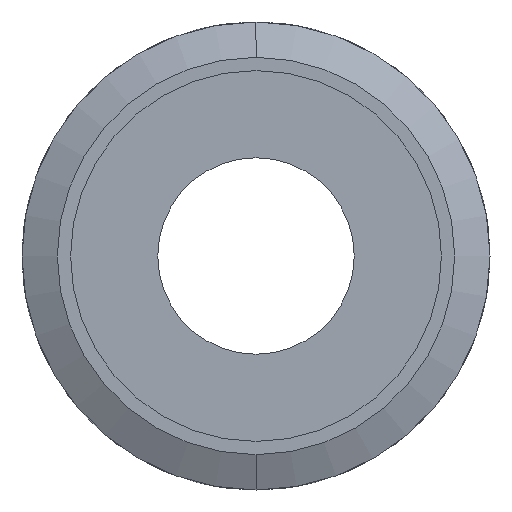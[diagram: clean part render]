
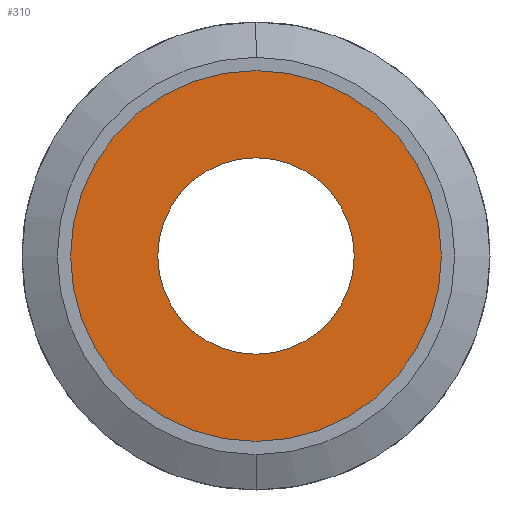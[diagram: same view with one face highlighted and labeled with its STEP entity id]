
A CAD part, front view. The second image highlights one B-rep face of the part: STEP entity #310.
In plain terms, the highlighted planar face has unit normal (0, -1, 0).
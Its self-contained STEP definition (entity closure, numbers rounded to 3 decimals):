
#310=ADVANCED_FACE('',(#691,#692),#693,.T.);
#691=FACE_OUTER_BOUND('',#1148,.T.);
#692=FACE_BOUND('',#1149,.T.);
#693=PLANE('',#1150);
#1148=EDGE_LOOP('',(#1955,#1956));
#1149=EDGE_LOOP('',(#1957,#1958));
#1150=AXIS2_PLACEMENT_3D('',#1959,#1960,#1961);
#1955=ORIENTED_EDGE('',*,*,#2735,.F.);
#1956=ORIENTED_EDGE('',*,*,#2942,.F.);
#1957=ORIENTED_EDGE('',*,*,#2732,.T.);
#1958=ORIENTED_EDGE('',*,*,#2944,.T.);
#1959=CARTESIAN_POINT('',(0.0,0.,22.575));
#1960=DIRECTION('',(0.0,-1.0,0.0));
#1961=DIRECTION('',(0.0,0.0,-1.0));
#2732=EDGE_CURVE('',#3253,#3257,#3259,.T.);
#2735=EDGE_CURVE('',#3261,#3264,#3265,.T.);
#2942=EDGE_CURVE('',#3264,#3261,#3555,.T.);
#2944=EDGE_CURVE('',#3257,#3253,#3557,.T.);
#3253=VERTEX_POINT('',#4014);
#3257=VERTEX_POINT('',#4019);
#3259=CIRCLE('',#4022,15.0);
#3261=VERTEX_POINT('',#4024);
#3264=VERTEX_POINT('',#4028);
#3265=CIRCLE('',#4029,30.15);
#3555=CIRCLE('',#4522,30.15);
#3557=CIRCLE('',#4524,15.0);
#4014=CARTESIAN_POINT('',(0.0,0.0,15.0));
#4019=CARTESIAN_POINT('',(0.,0.0,-15.0));
#4022=AXIS2_PLACEMENT_3D('',#5380,#5381,#5382);
#4024=CARTESIAN_POINT('',(0.0,0.,30.15));
#4028=CARTESIAN_POINT('',(0.,0.,-30.15));
#4029=AXIS2_PLACEMENT_3D('',#5384,#5385,#5386);
#4522=AXIS2_PLACEMENT_3D('',#5653,#5654,#5655);
#4524=AXIS2_PLACEMENT_3D('',#5656,#5657,#5658);
#5380=CARTESIAN_POINT('',(0.0,0.0,0.0));
#5381=DIRECTION('',(0.0,1.0,0.0));
#5382=DIRECTION('',(0.0,0.0,1.0));
#5384=CARTESIAN_POINT('',(0.0,0.,0.0));
#5385=DIRECTION('',(0.0,1.0,0.0));
#5386=DIRECTION('',(0.0,0.0,1.0));
#5653=CARTESIAN_POINT('',(0.0,0.,0.0));
#5654=DIRECTION('',(0.0,1.0,0.0));
#5655=DIRECTION('',(0.0,0.0,1.0));
#5656=CARTESIAN_POINT('',(0.0,0.0,0.0));
#5657=DIRECTION('',(0.0,1.0,0.0));
#5658=DIRECTION('',(0.0,0.0,1.0));
